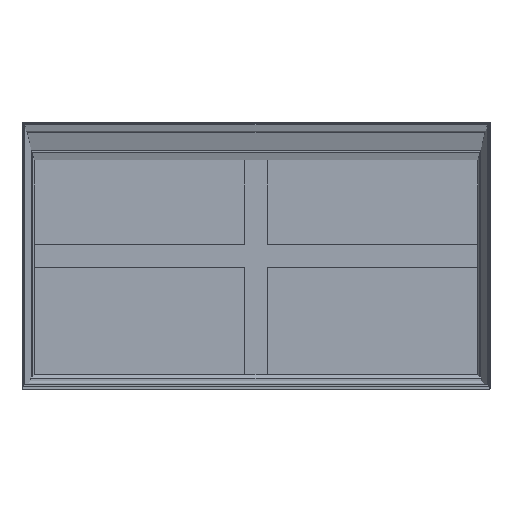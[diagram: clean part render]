
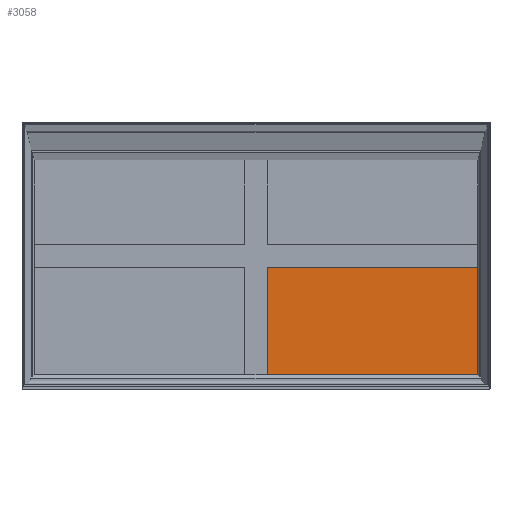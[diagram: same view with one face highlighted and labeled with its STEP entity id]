
A CAD part, top view. The second image highlights one B-rep face of the part: STEP entity #3058.
In plain terms, the highlighted planar face has unit normal (0, 0, 1).
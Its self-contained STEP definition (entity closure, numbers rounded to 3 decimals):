
#900=DIRECTION('',(-1.,0.,0.));
#901=VECTOR('',#900,549.795);
#902=CARTESIAN_POINT('',(579.295,-32.553,-37.7));
#903=LINE('',#902,#901);
#904=DIRECTION('',(0.,1.,0.));
#905=VECTOR('',#904,281.41);
#906=CARTESIAN_POINT('',(579.295,-313.963,-37.7));
#907=LINE('',#906,#905);
#908=DIRECTION('',(-1.,0.,0.));
#909=VECTOR('',#908,549.795);
#910=CARTESIAN_POINT('',(579.295,-313.963,-37.7));
#911=LINE('',#910,#909);
#912=DIRECTION('',(0.,1.,0.));
#913=VECTOR('',#912,281.41);
#914=CARTESIAN_POINT('',(29.5,-313.963,-37.7));
#915=LINE('',#914,#913);
#1516=CARTESIAN_POINT('',(579.295,-313.963,-37.7));
#1518=VERTEX_POINT('',#1516);
#1774=CARTESIAN_POINT('',(579.295,-32.553,-37.7));
#1775=CARTESIAN_POINT('',(29.5,-32.553,-37.7));
#1776=VERTEX_POINT('',#1774);
#1777=VERTEX_POINT('',#1775);
#1778=CARTESIAN_POINT('',(29.5,-313.963,-37.7));
#1779=VERTEX_POINT('',#1778);
#3044=CARTESIAN_POINT('',(579.528,-353.,-37.7));
#3045=DIRECTION('',(0.,0.,-1.));
#3046=DIRECTION('',(-1.,0.,0.));
#3047=AXIS2_PLACEMENT_3D('',#3044,#3045,#3046);
#3048=PLANE('',#3047);
#3050=ORIENTED_EDGE('',*,*,#3049,.F.);
#3052=ORIENTED_EDGE('',*,*,#3051,.F.);
#3053=ORIENTED_EDGE('',*,*,#2975,.T.);
#3055=ORIENTED_EDGE('',*,*,#3054,.T.);
#3056=EDGE_LOOP('',(#3050,#3052,#3053,#3055));
#3057=FACE_OUTER_BOUND('',#3056,.F.);
#3058=ADVANCED_FACE('',(#3057),#3048,.F.);
#2975=EDGE_CURVE('',#1518,#1779,#911,.T.);
#3049=EDGE_CURVE('',#1776,#1777,#903,.T.);
#3051=EDGE_CURVE('',#1518,#1776,#907,.T.);
#3054=EDGE_CURVE('',#1779,#1777,#915,.T.);
